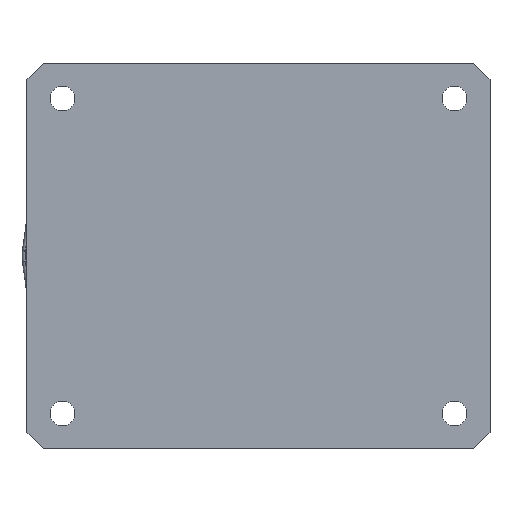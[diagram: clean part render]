
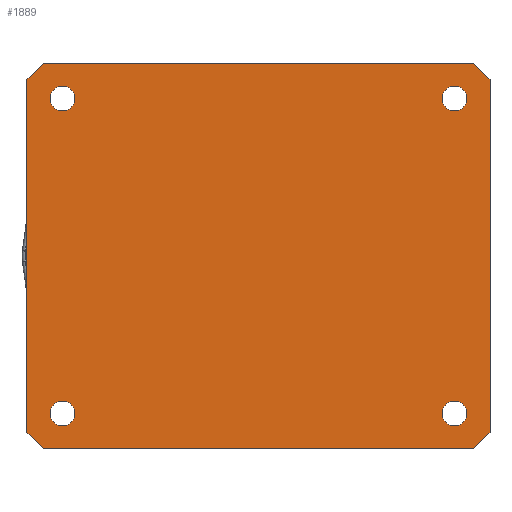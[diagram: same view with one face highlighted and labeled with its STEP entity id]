
A CAD part, top view. The second image highlights one B-rep face of the part: STEP entity #1889.
In plain terms, the highlighted planar face has unit normal (0, 0, 1).
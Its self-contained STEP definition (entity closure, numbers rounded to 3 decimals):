
#85=FACE_BOUND('',#288,.T.);
#86=FACE_BOUND('',#289,.T.);
#87=FACE_BOUND('',#290,.T.);
#88=FACE_BOUND('',#291,.T.);
#119=PLANE('',#2045);
#167=FACE_OUTER_BOUND('',#287,.T.);
#287=EDGE_LOOP('',(#1327,#1328,#1329,#1330,#1331,#1332,#1333,#1334));
#288=EDGE_LOOP('',(#1335));
#289=EDGE_LOOP('',(#1336));
#290=EDGE_LOOP('',(#1337));
#291=EDGE_LOOP('',(#1338));
#427=LINE('',#2909,#575);
#430=LINE('',#2915,#578);
#433=LINE('',#2921,#581);
#436=LINE('',#2927,#584);
#439=LINE('',#2933,#587);
#442=LINE('',#2939,#590);
#445=LINE('',#2945,#593);
#448=LINE('',#2949,#596);
#575=VECTOR('',#2295,10.);
#578=VECTOR('',#2300,10.);
#581=VECTOR('',#2305,10.);
#584=VECTOR('',#2310,10.);
#587=VECTOR('',#2315,10.);
#590=VECTOR('',#2320,10.);
#593=VECTOR('',#2325,10.);
#596=VECTOR('',#2330,10.);
#717=CIRCLE('',#2026,1.6);
#719=CIRCLE('',#2029,1.6);
#721=CIRCLE('',#2032,1.6);
#723=CIRCLE('',#2035,1.6);
#833=VERTEX_POINT('',#2879);
#835=VERTEX_POINT('',#2885);
#837=VERTEX_POINT('',#2891);
#839=VERTEX_POINT('',#2897);
#843=VERTEX_POINT('',#2906);
#844=VERTEX_POINT('',#2908);
#846=VERTEX_POINT('',#2914);
#848=VERTEX_POINT('',#2920);
#850=VERTEX_POINT('',#2926);
#852=VERTEX_POINT('',#2932);
#854=VERTEX_POINT('',#2938);
#856=VERTEX_POINT('',#2944);
#999=EDGE_CURVE('',#833,#833,#717,.T.);
#1002=EDGE_CURVE('',#835,#835,#719,.T.);
#1005=EDGE_CURVE('',#837,#837,#721,.T.);
#1008=EDGE_CURVE('',#839,#839,#723,.T.);
#1013=EDGE_CURVE('',#844,#843,#427,.T.);
#1016=EDGE_CURVE('',#846,#844,#430,.T.);
#1019=EDGE_CURVE('',#848,#846,#433,.T.);
#1022=EDGE_CURVE('',#850,#848,#436,.T.);
#1025=EDGE_CURVE('',#852,#850,#439,.T.);
#1028=EDGE_CURVE('',#854,#852,#442,.T.);
#1031=EDGE_CURVE('',#856,#854,#445,.T.);
#1034=EDGE_CURVE('',#843,#856,#448,.T.);
#1327=ORIENTED_EDGE('',*,*,#1034,.T.);
#1328=ORIENTED_EDGE('',*,*,#1031,.T.);
#1329=ORIENTED_EDGE('',*,*,#1028,.T.);
#1330=ORIENTED_EDGE('',*,*,#1025,.T.);
#1331=ORIENTED_EDGE('',*,*,#1022,.T.);
#1332=ORIENTED_EDGE('',*,*,#1019,.T.);
#1333=ORIENTED_EDGE('',*,*,#1016,.T.);
#1334=ORIENTED_EDGE('',*,*,#1013,.T.);
#1335=ORIENTED_EDGE('',*,*,#1008,.T.);
#1336=ORIENTED_EDGE('',*,*,#1005,.T.);
#1337=ORIENTED_EDGE('',*,*,#1002,.T.);
#1338=ORIENTED_EDGE('',*,*,#999,.T.);
#1889=ADVANCED_FACE('',(#167,#85,#86,#87,#88),#119,.T.);
#2026=AXIS2_PLACEMENT_3D('',#2880,#2265,#2266);
#2029=AXIS2_PLACEMENT_3D('',#2886,#2272,#2273);
#2032=AXIS2_PLACEMENT_3D('',#2892,#2279,#2280);
#2035=AXIS2_PLACEMENT_3D('',#2898,#2286,#2287);
#2045=AXIS2_PLACEMENT_3D('',#2950,#2331,#2332);
#2265=DIRECTION('center_axis',(0.,0.,-1.));
#2266=DIRECTION('ref_axis',(1.,0.,0.));
#2272=DIRECTION('center_axis',(0.,0.,-1.));
#2273=DIRECTION('ref_axis',(1.,0.,0.));
#2279=DIRECTION('center_axis',(0.,0.,-1.));
#2280=DIRECTION('ref_axis',(1.,0.,0.));
#2286=DIRECTION('center_axis',(0.,0.,-1.));
#2287=DIRECTION('ref_axis',(1.,0.,0.));
#2295=DIRECTION('',(-1.,0.,0.));
#2300=DIRECTION('',(-0.707,0.707,0.));
#2305=DIRECTION('',(0.,1.,0.));
#2310=DIRECTION('',(0.707,0.707,0.));
#2315=DIRECTION('',(1.,0.,0.));
#2320=DIRECTION('',(0.707,-0.707,0.));
#2325=DIRECTION('',(0.,-1.,0.));
#2330=DIRECTION('',(-0.707,-0.707,0.));
#2331=DIRECTION('center_axis',(0.,0.,1.));
#2332=DIRECTION('ref_axis',(1.,0.,0.));
#2879=CARTESIAN_POINT('',(23.8,20.4,1.6));
#2880=CARTESIAN_POINT('Origin',(25.4,20.4,1.6));
#2885=CARTESIAN_POINT('',(23.8,-20.4,1.6));
#2886=CARTESIAN_POINT('Origin',(25.4,-20.4,1.6));
#2891=CARTESIAN_POINT('',(-27.,20.4,1.6));
#2892=CARTESIAN_POINT('Origin',(-25.4,20.4,1.6));
#2897=CARTESIAN_POINT('',(-27.,-20.4,1.6));
#2898=CARTESIAN_POINT('Origin',(-25.4,-20.4,1.6));
#2906=CARTESIAN_POINT('',(-27.879,25.,1.6));
#2908=CARTESIAN_POINT('',(27.879,25.,1.6));
#2909=CARTESIAN_POINT('',(-27.879,25.,1.6));
#2914=CARTESIAN_POINT('',(30.,22.879,1.6));
#2915=CARTESIAN_POINT('',(27.879,25.,1.6));
#2920=CARTESIAN_POINT('',(30.,-22.879,1.6));
#2921=CARTESIAN_POINT('',(30.,22.879,1.6));
#2926=CARTESIAN_POINT('',(27.879,-25.,1.6));
#2927=CARTESIAN_POINT('',(27.879,-25.,1.6));
#2932=CARTESIAN_POINT('',(-27.879,-25.,1.6));
#2933=CARTESIAN_POINT('',(27.879,-25.,1.6));
#2938=CARTESIAN_POINT('',(-30.,-22.879,1.6));
#2939=CARTESIAN_POINT('',(-30.,-22.879,1.6));
#2944=CARTESIAN_POINT('',(-30.,22.879,1.6));
#2945=CARTESIAN_POINT('',(-30.,-22.879,1.6));
#2949=CARTESIAN_POINT('',(-27.879,25.,1.6));
#2950=CARTESIAN_POINT('Origin',(0.,0.,
1.6));
